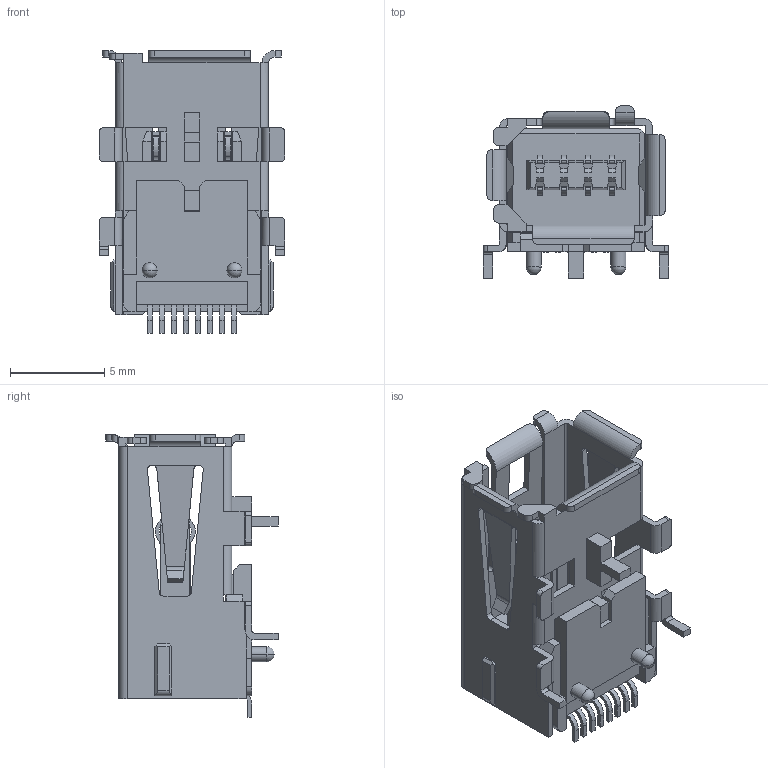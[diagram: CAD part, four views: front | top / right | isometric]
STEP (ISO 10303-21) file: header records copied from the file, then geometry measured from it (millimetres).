
FILE_DESCRIPTION((''),'2;1');
FILE_NAME('C-1981080-1','2010-11-24T',('workeradm'),('Tyco Electronics Ltd.'),'PRO/ENGINEER BY PARAMETRIC TECHNOLOGY CORPORATION, 2009300','PRO/ENGINEER BY PARAMETRIC TECHNOLOGY CORPORATION, 2009300','');
FILE_SCHEMA(('AUTOMOTIVE_DESIGN { 1 0 10303 214 1 1 1 1 }'));
Length unit declared in the file: millimetre
Products named in the file (1): C-1981080-1
Bounding box: 9.81 x 9.13 x 15 mm (x, y, z)
Volume: 294.7 mm3; surface area: 1151.9 mm2
Topology: 1 solids, 1 shells, 650 faces, 1873 edges, 1210 vertices
Faces by surface type: plane 482, cylinder 162, sphere 4, cone 2
Entity records: 21436 total; most frequent: CARTESIAN_POINT 3885, ORIENTED_EDGE 3734, DIRECTION 3443, EDGE_CURVE 1867, VECTOR 1519, LINE 1519, VERTEX_POINT 1210, AXIS2_PLACEMENT_3D 962
